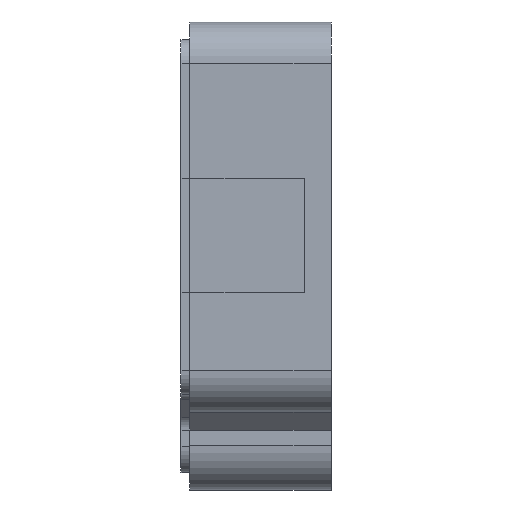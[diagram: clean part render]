
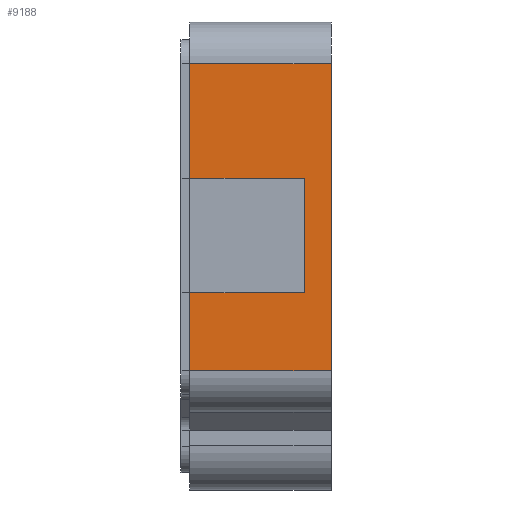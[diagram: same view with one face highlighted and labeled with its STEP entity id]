
A CAD part, left-side view. The second image highlights one B-rep face of the part: STEP entity #9188.
In plain terms, the highlighted planar face has unit normal (-1, 0, 0).
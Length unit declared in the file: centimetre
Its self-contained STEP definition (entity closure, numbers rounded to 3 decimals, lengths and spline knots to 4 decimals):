
#65 = EDGE_CURVE ( 'NONE', #2338, #5097, #2225, .T. ) ;
#121 = VECTOR ( 'NONE', #7394, 100. ) ;
#198 = VERTEX_POINT ( 'NONE', #1080 ) ;
#215 = LINE ( 'NONE', #4558, #121 ) ;
#285 = LINE ( 'NONE', #812, #3467 ) ;
#430 = VERTEX_POINT ( 'NONE', #1357 ) ;
#487 = CARTESIAN_POINT ( 'NONE',  ( -7.1862, 0., -5.2045 ) ) ;
#807 = EDGE_CURVE ( 'NONE', #2338, #1819, #2982, .T. ) ;
#812 = CARTESIAN_POINT ( 'NONE',  ( -7.1862, -2.12, 0. ) ) ;
#1080 = CARTESIAN_POINT ( 'NONE',  ( -7.1862, 0., -2.3212 ) ) ;
#1357 = CARTESIAN_POINT ( 'NONE',  ( -7.1862, -2.12, -0.5987 ) ) ;
#1401 = ORIENTED_EDGE ( 'NONE', *, *, #807, .T. ) ;
#1450 = DIRECTION ( 'NONE',  ( 0., 0., -1. ) ) ;
#1543 = CARTESIAN_POINT ( 'NONE',  ( -7.1862, -2.12, 0. ) ) ;
#1618 = DIRECTION ( 'NONE',  ( 0., 1., 0. ) ) ;
#1703 = VECTOR ( 'NONE', #2406, 100. ) ;
#1819 = VERTEX_POINT ( 'NONE', #2431 ) ;
#1857 = DIRECTION ( 'NONE',  ( 0., 0., -1. ) ) ;
#2010 = ORIENTED_EDGE ( 'NONE', *, *, #6731, .F. ) ;
#2059 = AXIS2_PLACEMENT_3D ( 'NONE', #1543, #8778, #1450 ) ;
#2086 = CARTESIAN_POINT ( 'NONE',  ( -7.1862, 0., 0. ) ) ;
#2136 = ORIENTED_EDGE ( 'NONE', *, *, #8517, .F. ) ;
#2145 = ORIENTED_EDGE ( 'NONE', *, *, #4022, .T. ) ;
#2220 = EDGE_CURVE ( 'NONE', #430, #5076, #285, .T. ) ;
#2225 = LINE ( 'NONE', #5110, #9232 ) ;
#2338 = VERTEX_POINT ( 'NONE', #4777 ) ;
#2406 = DIRECTION ( 'NONE',  ( 0., 1., 0. ) ) ;
#2431 = CARTESIAN_POINT ( 'NONE',  ( -7.1862, 0., -4.0335 ) ) ;
#2593 = CARTESIAN_POINT ( 'NONE',  ( -7.1862, -2.12, -5.2045 ) ) ;
#2784 = CARTESIAN_POINT ( 'NONE',  ( -7.1862, -2.12, -5.2045 ) ) ;
#2982 = LINE ( 'NONE', #8706, #6726 ) ;
#3192 = ORIENTED_EDGE ( 'NONE', *, *, #2220, .F. ) ;
#3284 = VECTOR ( 'NONE', #1857, 100. ) ;
#3467 = VECTOR ( 'NONE', #3692, 100. ) ;
#3594 = LINE ( 'NONE', #2086, #7603 ) ;
#3692 = DIRECTION ( 'NONE',  ( 0., 0., -1. ) ) ;
#3865 = VERTEX_POINT ( 'NONE', #5357 ) ;
#4022 = EDGE_CURVE ( 'NONE', #1819, #4069, #9045, .T. ) ;
#4069 = VERTEX_POINT ( 'NONE', #487 ) ;
#4085 = ORIENTED_EDGE ( 'NONE', *, *, #7530, .T. ) ;
#4393 = DIRECTION ( 'NONE',  ( 0., 0., 1. ) ) ;
#4558 = CARTESIAN_POINT ( 'NONE',  ( -7.1862, -2.12, -0.5987 ) ) ;
#4777 = CARTESIAN_POINT ( 'NONE',  ( -7.1862, -1.7225, -4.0335 ) ) ;
#5076 = VERTEX_POINT ( 'NONE', #2784 ) ;
#5097 = VERTEX_POINT ( 'NONE', #6324 ) ;
#5110 = CARTESIAN_POINT ( 'NONE',  ( -7.1862, -1.7225, 0. ) ) ;
#5117 = DIRECTION ( 'NONE',  ( 0., 1., 0. ) ) ;
#5357 = CARTESIAN_POINT ( 'NONE',  ( -7.1862, 0., -0.5987 ) ) ;
#5433 = LINE ( 'NONE', #2593, #1703 ) ;
#5825 = LINE ( 'NONE', #5873, #8220 ) ;
#5873 = CARTESIAN_POINT ( 'NONE',  ( -7.1862, -2.12, -2.3212 ) ) ;
#6324 = CARTESIAN_POINT ( 'NONE',  ( -7.1862, -1.7225, -2.3212 ) ) ;
#6469 = DIRECTION ( 'NONE',  ( 0., 0., -1. ) ) ;
#6534 = ORIENTED_EDGE ( 'NONE', *, *, #8269, .T. ) ;
#6726 = VECTOR ( 'NONE', #5117, 100. ) ;
#6731 = EDGE_CURVE ( 'NONE', #5097, #198, #5825, .T. ) ;
#7306 = PLANE ( 'NONE',  #2059 ) ;
#7394 = DIRECTION ( 'NONE',  ( 0., 1., 0. ) ) ;
#7530 = EDGE_CURVE ( 'NONE', #430, #3865, #215, .T. ) ;
#7603 = VECTOR ( 'NONE', #6469, 100. ) ;
#7926 = FACE_OUTER_BOUND ( 'NONE', #8250, .T. ) ;
#8220 = VECTOR ( 'NONE', #1618, 100. ) ;
#8250 = EDGE_LOOP ( 'NONE', ( #8593, #1401, #2145, #2136, #3192, #4085, #6534, #2010 ) ) ;
#8269 = EDGE_CURVE ( 'NONE', #3865, #198, #3594, .T. ) ;
#8517 = EDGE_CURVE ( 'NONE', #5076, #4069, #5433, .T. ) ;
#8593 = ORIENTED_EDGE ( 'NONE', *, *, #65, .F. ) ;
#8706 = CARTESIAN_POINT ( 'NONE',  ( -7.1862, -2.12, -4.0335 ) ) ;
#8778 = DIRECTION ( 'NONE',  ( 1., 0., 0. ) ) ;
#9045 = LINE ( 'NONE', #9191, #3284 ) ;
#9188 = ADVANCED_FACE ( 'NONE', ( #7926 ), #7306, .F. ) ;
#9191 = CARTESIAN_POINT ( 'NONE',  ( -7.1862, 0., 0. ) ) ;
#9232 = VECTOR ( 'NONE', #4393, 100. ) ;
